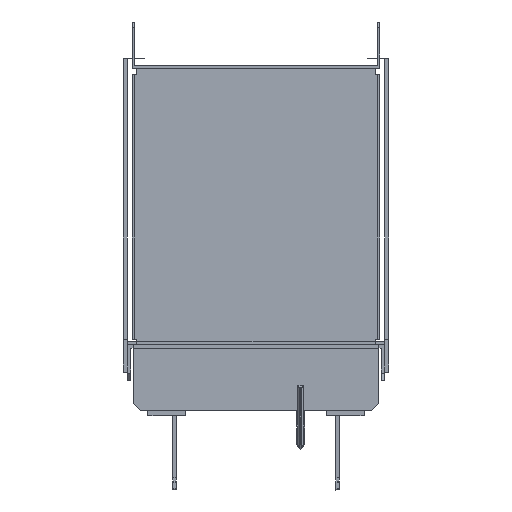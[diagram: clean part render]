
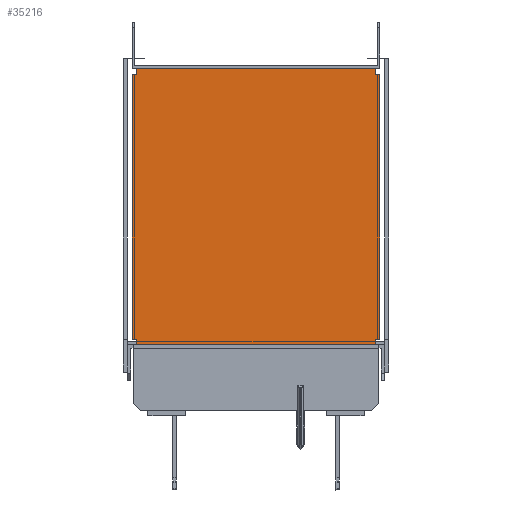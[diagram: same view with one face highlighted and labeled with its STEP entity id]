
A CAD part, left-side view. The second image highlights one B-rep face of the part: STEP entity #35216.
In plain terms, the highlighted planar face has unit normal (-1, 0, 0).
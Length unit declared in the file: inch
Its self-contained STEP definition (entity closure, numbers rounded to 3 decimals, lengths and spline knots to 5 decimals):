
#35033=DIRECTION('',(0.,-1.,0.));
#35034=VECTOR('',#35033,1.53546);
#35035=CARTESIAN_POINT('',(20.57045,14.29235,20.73194));
#35036=LINE('',#35035,#35034);
#35040=DIRECTION('',(0.,0.,-1.));
#35041=VECTOR('',#35040,0.13779);
#35042=CARTESIAN_POINT('',(20.57045,12.75689,20.73194));
#35043=LINE('',#35042,#35041);
#35047=DIRECTION('',(0.,-1.,0.));
#35048=VECTOR('',#35047,0.09841);
#35049=CARTESIAN_POINT('',(20.57045,12.75689,20.59414));
#35050=LINE('',#35049,#35048);
#35054=DIRECTION('',(0.,0.,-1.));
#35055=VECTOR('',#35054,5.84646);
#35056=CARTESIAN_POINT('',(20.57045,12.65848,20.59414));
#35057=LINE('',#35056,#35055);
#35061=DIRECTION('',(0.,1.,0.));
#35062=VECTOR('',#35061,0.09842);
#35063=CARTESIAN_POINT('',(20.57045,12.65848,14.74769));
#35064=LINE('',#35063,#35062);
#35068=DIRECTION('',(0.,0.,-1.));
#35069=VECTOR('',#35068,0.11812);
#35070=CARTESIAN_POINT('',(20.57045,12.7569,14.74769));
#35071=LINE('',#35070,#35069);
#35075=DIRECTION('',(0.,1.,0.));
#35076=VECTOR('',#35075,5.27559);
#35077=CARTESIAN_POINT('',(20.57045,12.7569,14.62957));
#35078=LINE('',#35077,#35076);
#35082=DIRECTION('',(0.,0.,1.));
#35083=VECTOR('',#35082,0.1181);
#35084=CARTESIAN_POINT('',(20.57045,18.03249,14.62957));
#35085=LINE('',#35084,#35083);
#35089=DIRECTION('',(0.,1.,0.));
#35090=VECTOR('',#35089,0.09843);
#35091=CARTESIAN_POINT('',(20.57045,18.03249,14.74767));
#35092=LINE('',#35091,#35090);
#35096=DIRECTION('',(0.,0.,1.));
#35097=VECTOR('',#35096,5.84645);
#35098=CARTESIAN_POINT('',(20.57045,18.13092,14.74767));
#35099=LINE('',#35098,#35097);
#35103=DIRECTION('',(0.,-1.,0.));
#35104=VECTOR('',#35103,0.09843);
#35105=CARTESIAN_POINT('',(20.57046,18.13092,20.59413));
#35106=LINE('',#35105,#35104);
#35110=DIRECTION('',(0.,0.,1.));
#35111=VECTOR('',#35110,0.1378);
#35112=CARTESIAN_POINT('',(20.57046,18.03249,20.59413));
#35113=LINE('',#35112,#35111);
#35117=DIRECTION('',(0.,-1.,0.));
#35118=VECTOR('',#35117,1.53542);
#35119=CARTESIAN_POINT('',(20.57046,18.03249,20.73193));
#35120=LINE('',#35119,#35118);
#35124=DIRECTION('',(0.,-1.,0.));
#35125=VECTOR('',#35124,0.23621);
#35126=CARTESIAN_POINT('',(20.57046,16.49707,20.73193));
#35127=LINE('',#35126,#35125);
#35131=DIRECTION('',(0.,-1.,0.));
#35132=VECTOR('',#35131,1.73228);
#35133=CARTESIAN_POINT('',(20.57046,16.26085,20.73193));
#35134=LINE('',#35133,#35132);
#35138=DIRECTION('',(0.,-1.,0.));
#35139=VECTOR('',#35138,0.23622);
#35140=CARTESIAN_POINT('',(20.57045,14.52857,20.73193));
#35141=LINE('',#35140,#35139);
#35145=CARTESIAN_POINT('',(20.57045,14.29235,20.73194));
#35146=CARTESIAN_POINT('',(20.57045,12.75689,20.73194));
#35147=VERTEX_POINT('',#35145);
#35148=VERTEX_POINT('',#35146);
#35149=CARTESIAN_POINT('',(20.57045,12.75689,20.59414));
#35150=VERTEX_POINT('',#35149);
#35151=CARTESIAN_POINT('',(20.57045,12.65848,20.59414));
#35152=VERTEX_POINT('',#35151);
#35153=CARTESIAN_POINT('',(20.57045,12.65848,14.74769));
#35154=VERTEX_POINT('',#35153);
#35155=CARTESIAN_POINT('',(20.57045,12.7569,14.74769));
#35156=VERTEX_POINT('',#35155);
#35157=CARTESIAN_POINT('',(20.57045,12.7569,14.62957));
#35158=VERTEX_POINT('',#35157);
#35159=CARTESIAN_POINT('',(20.57045,18.03249,14.62957));
#35160=VERTEX_POINT('',#35159);
#35161=CARTESIAN_POINT('',(20.57045,18.03249,14.74767));
#35162=VERTEX_POINT('',#35161);
#35163=CARTESIAN_POINT('',(20.57045,18.13092,14.74767));
#35164=VERTEX_POINT('',#35163);
#35165=CARTESIAN_POINT('',(20.57046,18.13092,20.59413));
#35166=VERTEX_POINT('',#35165);
#35167=CARTESIAN_POINT('',(20.57046,18.03249,20.59413));
#35168=VERTEX_POINT('',#35167);
#35169=CARTESIAN_POINT('',(20.57046,18.03249,20.73193));
#35170=VERTEX_POINT('',#35169);
#35171=CARTESIAN_POINT('',(20.57046,16.49707,20.73193));
#35172=VERTEX_POINT('',#35171);
#35173=CARTESIAN_POINT('',(20.57046,16.26085,20.73193));
#35174=VERTEX_POINT('',#35173);
#35175=CARTESIAN_POINT('',(20.57045,14.52857,20.73193));
#35176=VERTEX_POINT('',#35175);
#35177=CARTESIAN_POINT('',(20.57045,0.,
0.));
#35178=DIRECTION('',(-1.,0.,0.));
#35179=DIRECTION('',(0.,-1.,0.));
#35180=AXIS2_PLACEMENT_3D('',#35177,#35178,#35179);
#35181=PLANE('',#35180);
#35183=ORIENTED_EDGE('',*,*,#35182,.T.);
#35185=ORIENTED_EDGE('',*,*,#35184,.T.);
#35187=ORIENTED_EDGE('',*,*,#35186,.T.);
#35189=ORIENTED_EDGE('',*,*,#35188,.T.);
#35191=ORIENTED_EDGE('',*,*,#35190,.T.);
#35193=ORIENTED_EDGE('',*,*,#35192,.T.);
#35195=ORIENTED_EDGE('',*,*,#35194,.T.);
#35197=ORIENTED_EDGE('',*,*,#35196,.T.);
#35199=ORIENTED_EDGE('',*,*,#35198,.T.);
#35201=ORIENTED_EDGE('',*,*,#35200,.T.);
#35203=ORIENTED_EDGE('',*,*,#35202,.T.);
#35205=ORIENTED_EDGE('',*,*,#35204,.T.);
#35207=ORIENTED_EDGE('',*,*,#35206,.T.);
#35209=ORIENTED_EDGE('',*,*,#35208,.T.);
#35211=ORIENTED_EDGE('',*,*,#35210,.T.);
#35213=ORIENTED_EDGE('',*,*,#35212,.T.);
#35214=EDGE_LOOP('',(#35183,#35185,#35187,#35189,#35191,#35193,#35195,#35197,
#35199,#35201,#35203,#35205,#35207,#35209,#35211,#35213));
#35215=FACE_OUTER_BOUND('',#35214,.F.);
#35182=EDGE_CURVE('',#35147,#35148,#35036,.T.);
#35184=EDGE_CURVE('',#35148,#35150,#35043,.T.);
#35186=EDGE_CURVE('',#35150,#35152,#35050,.T.);
#35188=EDGE_CURVE('',#35152,#35154,#35057,.T.);
#35190=EDGE_CURVE('',#35154,#35156,#35064,.T.);
#35192=EDGE_CURVE('',#35156,#35158,#35071,.T.);
#35194=EDGE_CURVE('',#35158,#35160,#35078,.T.);
#35196=EDGE_CURVE('',#35160,#35162,#35085,.T.);
#35198=EDGE_CURVE('',#35162,#35164,#35092,.T.);
#35200=EDGE_CURVE('',#35164,#35166,#35099,.T.);
#35202=EDGE_CURVE('',#35166,#35168,#35106,.T.);
#35204=EDGE_CURVE('',#35168,#35170,#35113,.T.);
#35206=EDGE_CURVE('',#35170,#35172,#35120,.T.);
#35208=EDGE_CURVE('',#35172,#35174,#35127,.T.);
#35210=EDGE_CURVE('',#35174,#35176,#35134,.T.);
#35212=EDGE_CURVE('',#35176,#35147,#35141,.T.);
#35216=ADVANCED_FACE('',(#35215),#35181,.T.);
